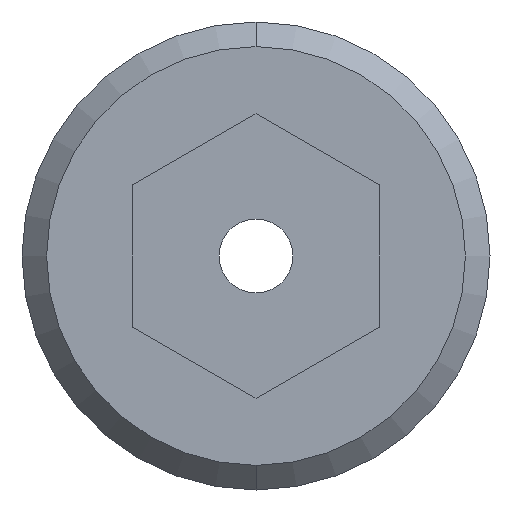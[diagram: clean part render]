
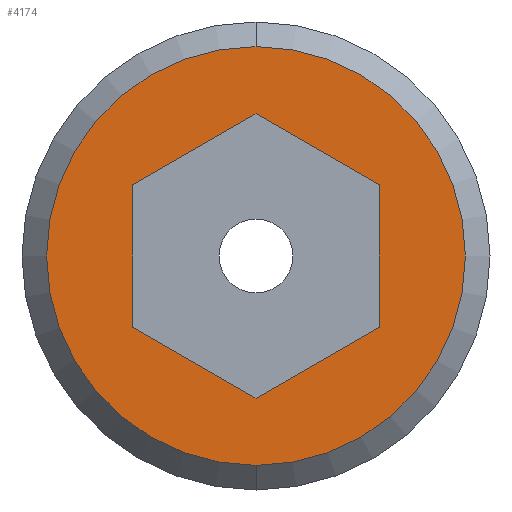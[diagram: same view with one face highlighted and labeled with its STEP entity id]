
A CAD part, left-side view. The second image highlights one B-rep face of the part: STEP entity #4174.
In plain terms, the highlighted planar face has unit normal (-1, 0, 0).
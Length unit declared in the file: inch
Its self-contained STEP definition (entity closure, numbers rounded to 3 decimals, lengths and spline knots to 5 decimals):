
#1861=CARTESIAN_POINT('',(-0.162,0.,0.));
#1862=DIRECTION('',(-1.,0.,0.));
#1863=DIRECTION('',(0.,1.,0.));
#1864=AXIS2_PLACEMENT_3D('',#1861,#1862,#1863);
#1879=DIRECTION('',(0.,0.5,0.866));
#1880=VECTOR('',#1879,0.08083);
#1881=CARTESIAN_POINT('',(-0.162,0.04041,-0.07));
#1882=LINE('',#1881,#1880);
#1883=DIRECTION('',(0.,1.,0.));
#1884=VECTOR('',#1883,0.08083);
#1885=CARTESIAN_POINT('',(-0.162,-0.04041,-0.07));
#1886=LINE('',#1885,#1884);
#1887=DIRECTION('',(0.,0.5,-0.866));
#1888=VECTOR('',#1887,0.08083);
#1889=CARTESIAN_POINT('',(-0.162,-0.08083,0.));
#1890=LINE('',#1889,#1888);
#1891=DIRECTION('',(0.,-0.5,-0.866));
#1892=VECTOR('',#1891,0.08083);
#1893=CARTESIAN_POINT('',(-0.162,-0.04041,0.07));
#1894=LINE('',#1893,#1892);
#1895=DIRECTION('',(0.,-1.,0.));
#1896=VECTOR('',#1895,0.08083);
#1897=CARTESIAN_POINT('',(-0.162,0.04041,0.07));
#1898=LINE('',#1897,#1896);
#1899=DIRECTION('',(0.,-0.5,0.866));
#1900=VECTOR('',#1899,0.08083);
#1901=CARTESIAN_POINT('',(-0.162,0.08083,0.));
#1902=LINE('',#1901,#1900);
#1903=CARTESIAN_POINT('',(-0.162,0.,0.));
#1904=DIRECTION('',(1.,0.,0.));
#1905=DIRECTION('',(0.,1.,0.));
#1906=AXIS2_PLACEMENT_3D('',#1903,#1904,#1905);
#2043=CARTESIAN_POINT('',(-0.162,0.119,0.));
#2044=CARTESIAN_POINT('',(-0.162,-0.119,0.));
#2045=VERTEX_POINT('',#2043);
#2046=VERTEX_POINT('',#2044);
#2063=CARTESIAN_POINT('',(-0.162,0.04041,-0.07));
#2064=CARTESIAN_POINT('',(-0.162,0.08083,0.));
#2065=VERTEX_POINT('',#2063);
#2066=VERTEX_POINT('',#2064);
#2067=CARTESIAN_POINT('',(-0.162,-0.04041,-0.07));
#2068=VERTEX_POINT('',#2067);
#2069=CARTESIAN_POINT('',(-0.162,-0.08083,0.));
#2070=VERTEX_POINT('',#2069);
#2071=CARTESIAN_POINT('',(-0.162,-0.04041,0.07));
#2072=VERTEX_POINT('',#2071);
#2073=CARTESIAN_POINT('',(-0.162,0.04041,0.07));
#2074=VERTEX_POINT('',#2073);
#4150=CARTESIAN_POINT('',(-0.162,0.,0.));
#4151=DIRECTION('',(1.,0.,0.));
#4152=DIRECTION('',(0.,-1.,0.));
#4153=AXIS2_PLACEMENT_3D('',#4150,#4151,#4152);
#4154=PLANE('',#4153);
#4155=ORIENTED_EDGE('',*,*,#4140,.F.);
#4157=ORIENTED_EDGE('',*,*,#4156,.T.);
#4158=EDGE_LOOP('',(#4155,#4157));
#4159=FACE_OUTER_BOUND('',#4158,.F.);
#4161=ORIENTED_EDGE('',*,*,#4160,.F.);
#4163=ORIENTED_EDGE('',*,*,#4162,.F.);
#4165=ORIENTED_EDGE('',*,*,#4164,.F.);
#4167=ORIENTED_EDGE('',*,*,#4166,.F.);
#4169=ORIENTED_EDGE('',*,*,#4168,.F.);
#4171=ORIENTED_EDGE('',*,*,#4170,.F.);
#4172=EDGE_LOOP('',(#4161,#4163,#4165,#4167,#4169,#4171));
#4173=FACE_BOUND('',#4172,.F.);
#1865=CIRCLE('',#1864,0.119);
#1907=CIRCLE('',#1906,0.119);
#4140=EDGE_CURVE('',#2045,#2046,#1865,.T.);
#4156=EDGE_CURVE('',#2045,#2046,#1907,.T.);
#4160=EDGE_CURVE('',#2065,#2066,#1882,.T.);
#4162=EDGE_CURVE('',#2068,#2065,#1886,.T.);
#4164=EDGE_CURVE('',#2070,#2068,#1890,.T.);
#4166=EDGE_CURVE('',#2072,#2070,#1894,.T.);
#4168=EDGE_CURVE('',#2074,#2072,#1898,.T.);
#4170=EDGE_CURVE('',#2066,#2074,#1902,.T.);
#4174=ADVANCED_FACE('',(#4159,#4173),#4154,.F.);
